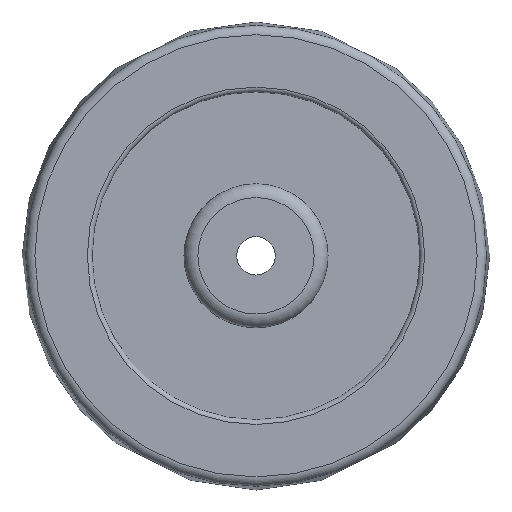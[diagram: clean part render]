
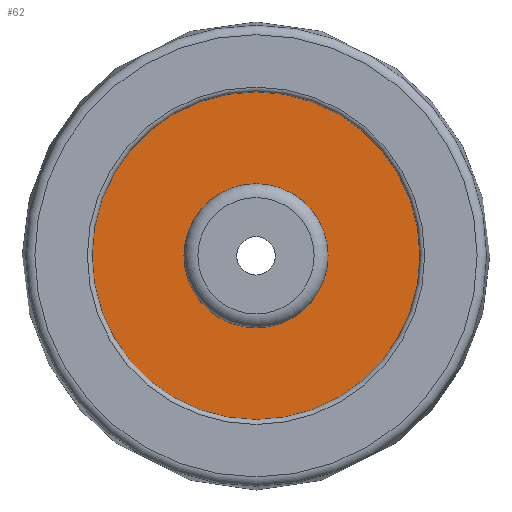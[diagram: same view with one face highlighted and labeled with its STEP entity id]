
A CAD part, left-side view. The second image highlights one B-rep face of the part: STEP entity #62.
In plain terms, the highlighted planar face has unit normal (-1, 0, 0).
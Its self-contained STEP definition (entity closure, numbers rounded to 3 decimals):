
#62 = ADVANCED_FACE( '', ( #131, #132 ), #133, .T. );
#131 = FACE_BOUND( '', #228, .T. );
#132 = FACE_OUTER_BOUND( '', #229, .T. );
#133 = PLANE( '', #230 );
#228 = EDGE_LOOP( '', ( #306 ) );
#229 = EDGE_LOOP( '', ( #307 ) );
#230 = AXIS2_PLACEMENT_3D( '', #308, #309, #310 );
#306 = ORIENTED_EDGE( '', *, *, #339, .T. );
#307 = ORIENTED_EDGE( '', *, *, #318, .F. );
#308 = CARTESIAN_POINT( '', ( -12.5, 35., 0. ) );
#309 = DIRECTION( '', ( -1., 0., 0. ) );
#310 = DIRECTION( '', ( 0., 0., 1. ) );
#318 = EDGE_CURVE( '', #346, #346, #347, .T. );
#339 = EDGE_CURVE( '', #379, #379, #380, .T. );
#346 = VERTEX_POINT( '', #388 );
#347 = CIRCLE( '', #389, 35. );
#379 = VERTEX_POINT( '', #421 );
#380 = CIRCLE( '', #422, 15.374 );
#388 = CARTESIAN_POINT( '', ( -12.5, 0., -35. ) );
#389 = AXIS2_PLACEMENT_3D( '', #429, #430, #431 );
#421 = CARTESIAN_POINT( '', ( -12.5, 0., -15.374 ) );
#422 = AXIS2_PLACEMENT_3D( '', #465, #466, #467 );
#429 = CARTESIAN_POINT( '', ( -12.5, 0., 0. ) );
#430 = DIRECTION( '', ( 1., 0., 0. ) );
#431 = DIRECTION( '', ( 0., 0., -1. ) );
#465 = CARTESIAN_POINT( '', ( -12.5, 0., 0. ) );
#466 = DIRECTION( '', ( 1., 0., 0. ) );
#467 = DIRECTION( '', ( 0., 0., -1. ) );
